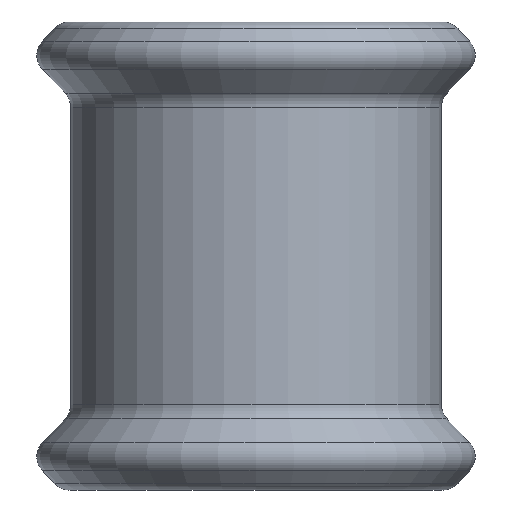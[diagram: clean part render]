
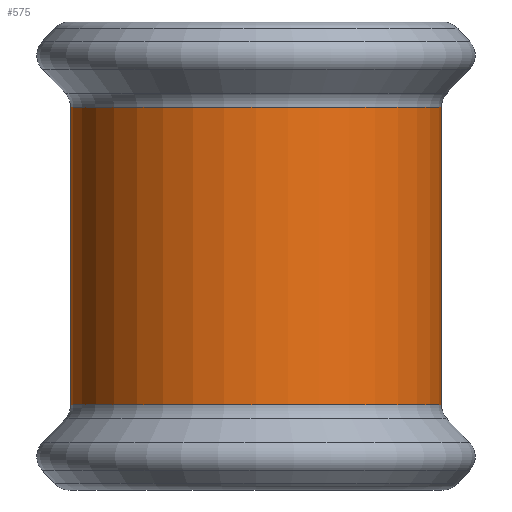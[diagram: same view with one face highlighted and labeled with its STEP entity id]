
A CAD part, front view. The second image highlights one B-rep face of the part: STEP entity #575.
In plain terms, the highlighted cylindrical face has radius 6.947 mm (diameter 13.894 mm), a partial arc.
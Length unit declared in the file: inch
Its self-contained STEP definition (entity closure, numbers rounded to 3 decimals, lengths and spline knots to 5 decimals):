
#235 = DIRECTION ( 'NONE',  ( 0., 0., 1. ) ) ;
#575 = ADVANCED_FACE ( 'NONE', ( #4423 ), #2379, .T. ) ;
#683 = CARTESIAN_POINT ( 'NONE',  ( -0.055, -0.687, -0.21967 ) ) ;
#798 = DIRECTION ( 'NONE',  ( 0., 0., 1. ) ) ;
#826 = ORIENTED_EDGE ( 'NONE', *, *, #1170, .F. ) ;
#959 = AXIS2_PLACEMENT_3D ( 'NONE', #1752, #5090, #2227 ) ;
#1130 = LINE ( 'NONE', #4921, #4811 ) ;
#1170 = EDGE_CURVE ( 'NONE', #3819, #1877, #3613, .T. ) ;
#1566 = EDGE_LOOP ( 'NONE', ( #5104, #2334, #826, #2478 ) ) ;
#1606 = VECTOR ( 'NONE', #798, 39.37008 ) ;
#1609 = DIRECTION ( 'NONE',  ( 0., 0., 1. ) ) ;
#1752 = CARTESIAN_POINT ( 'NONE',  ( 0.2185, -0.687, 0.21967 ) ) ;
#1877 = VERTEX_POINT ( 'NONE', #2602 ) ;
#2061 = AXIS2_PLACEMENT_3D ( 'NONE', #4936, #4478, #4958 ) ;
#2227 = DIRECTION ( 'NONE',  ( 1., 0., 0. ) ) ;
#2334 = ORIENTED_EDGE ( 'NONE', *, *, #3260, .T. ) ;
#2379 = CYLINDRICAL_SURFACE ( 'NONE', #2061, 0.2735 ) ;
#2478 = ORIENTED_EDGE ( 'NONE', *, *, #4354, .F. ) ;
#2602 = CARTESIAN_POINT ( 'NONE',  ( 0.492, -0.687, 0.21967 ) ) ;
#3126 = CARTESIAN_POINT ( 'NONE',  ( 0.2185, -0.687, -0.21967 ) ) ;
#3260 = EDGE_CURVE ( 'NONE', #5190, #1877, #1130, .T. ) ;
#3613 = CIRCLE ( 'NONE', #959, 0.2735 ) ;
#3617 = DIRECTION ( 'NONE',  ( 1., 0., 0. ) ) ;
#3819 = VERTEX_POINT ( 'NONE', #4887 ) ;
#3829 = CARTESIAN_POINT ( 'NONE',  ( -0.055, -0.687, 0.21967 ) ) ;
#4037 = CIRCLE ( 'NONE', #4835, 0.2735 ) ;
#4041 = LINE ( 'NONE', #3829, #1606 ) ;
#4354 = EDGE_CURVE ( 'NONE', #4663, #3819, #4041, .T. ) ;
#4423 = FACE_OUTER_BOUND ( 'NONE', #1566, .T. ) ;
#4478 = DIRECTION ( 'NONE',  ( 0., 0., 1. ) ) ;
#4663 = VERTEX_POINT ( 'NONE', #683 ) ;
#4680 = EDGE_CURVE ( 'NONE', #4663, #5190, #4037, .T. ) ;
#4811 = VECTOR ( 'NONE', #1609, 39.37008 ) ;
#4835 = AXIS2_PLACEMENT_3D ( 'NONE', #3126, #235, #3617 ) ;
#4887 = CARTESIAN_POINT ( 'NONE',  ( -0.055, -0.687, 0.21967 ) ) ;
#4921 = CARTESIAN_POINT ( 'NONE',  ( 0.492, -0.687, 0. ) ) ;
#4936 = CARTESIAN_POINT ( 'NONE',  ( 0.2185, -0.687, 0. ) ) ;
#4958 = DIRECTION ( 'NONE',  ( 1., 0., 0. ) ) ;
#5090 = DIRECTION ( 'NONE',  ( 0., 0., 1. ) ) ;
#5104 = ORIENTED_EDGE ( 'NONE', *, *, #4680, .T. ) ;
#5190 = VERTEX_POINT ( 'NONE', #5756 ) ;
#5756 = CARTESIAN_POINT ( 'NONE',  ( 0.492, -0.687, -0.21967 ) ) ;
